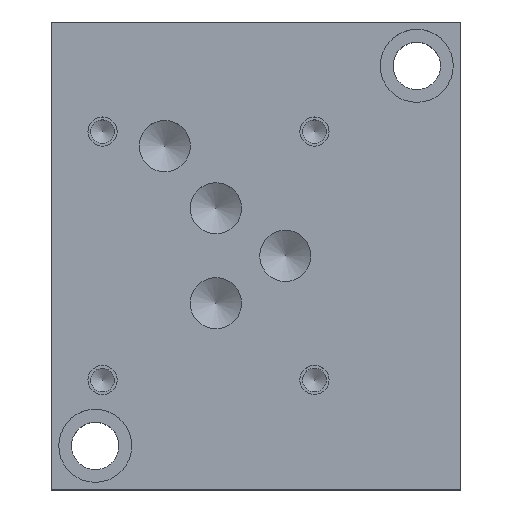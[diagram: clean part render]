
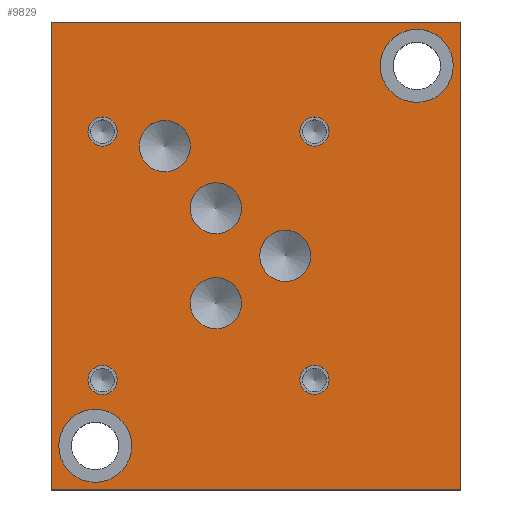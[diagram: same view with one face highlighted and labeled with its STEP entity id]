
A CAD part, top view. The second image highlights one B-rep face of the part: STEP entity #9829.
In plain terms, the highlighted planar face has unit normal (0, 0, 1).
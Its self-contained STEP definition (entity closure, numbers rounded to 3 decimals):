
#87=CIRCLE('',#10165,7.938);
#88=CIRCLE('',#10166,7.938);
#92=CIRCLE('',#10173,7.938);
#93=CIRCLE('',#10174,7.938);
#96=CIRCLE('',#10180,5.563);
#97=CIRCLE('',#10181,5.563);
#100=CIRCLE('',#10186,5.563);
#101=CIRCLE('',#10187,5.563);
#104=CIRCLE('',#10192,5.563);
#105=CIRCLE('',#10193,5.563);
#108=CIRCLE('',#10198,5.563);
#109=CIRCLE('',#10199,5.563);
#115=CIRCLE('',#10208,3.175);
#116=CIRCLE('',#10209,3.175);
#122=CIRCLE('',#10219,3.175);
#123=CIRCLE('',#10220,3.175);
#129=CIRCLE('',#10230,3.175);
#130=CIRCLE('',#10231,3.175);
#136=CIRCLE('',#10241,3.175);
#137=CIRCLE('',#10242,3.175);
#226=FACE_BOUND('',#1755,.T.);
#227=FACE_BOUND('',#1756,.T.);
#228=FACE_BOUND('',#1757,.T.);
#229=FACE_BOUND('',#1758,.T.);
#230=FACE_BOUND('',#1759,.T.);
#231=FACE_BOUND('',#1760,.T.);
#232=FACE_BOUND('',#1761,.T.);
#233=FACE_BOUND('',#1762,.T.);
#234=FACE_BOUND('',#1763,.T.);
#235=FACE_BOUND('',#1764,.T.);
#1192=FACE_OUTER_BOUND('',#1754,.T.);
#1754=EDGE_LOOP('',(#8577,#8578,#8579,#8580));
#1755=EDGE_LOOP('',(#8581,#8582));
#1756=EDGE_LOOP('',(#8583,#8584));
#1757=EDGE_LOOP('',(#8585,#8586));
#1758=EDGE_LOOP('',(#8587,#8588));
#1759=EDGE_LOOP('',(#8589,#8590));
#1760=EDGE_LOOP('',(#8591,#8592));
#1761=EDGE_LOOP('',(#8593,#8594));
#1762=EDGE_LOOP('',(#8595,#8596));
#1763=EDGE_LOOP('',(#8597,#8598));
#1764=EDGE_LOOP('',(#8599,#8600));
#2166=LINE('',#15042,#3105);
#2655=LINE('',#16563,#3594);
#2703=LINE('',#16896,#3642);
#2704=LINE('',#16899,#3643);
#3105=VECTOR('',#10922,10.);
#3594=VECTOR('',#11775,10.);
#3642=VECTOR('',#12129,10.);
#3643=VECTOR('',#12134,10.);
#4080=VERTEX_POINT('',#15039);
#4081=VERTEX_POINT('',#15041);
#4450=VERTEX_POINT('',#16560);
#4451=VERTEX_POINT('',#16562);
#4472=VERTEX_POINT('',#16640);
#4473=VERTEX_POINT('',#16641);
#4477=VERTEX_POINT('',#16655);
#4478=VERTEX_POINT('',#16656);
#4482=VERTEX_POINT('',#16670);
#4483=VERTEX_POINT('',#16671);
#4487=VERTEX_POINT('',#16683);
#4488=VERTEX_POINT('',#16684);
#4492=VERTEX_POINT('',#16696);
#4493=VERTEX_POINT('',#16697);
#4497=VERTEX_POINT('',#16709);
#4498=VERTEX_POINT('',#16710);
#4505=VERTEX_POINT('',#16729);
#4506=VERTEX_POINT('',#16730);
#4513=VERTEX_POINT('',#16751);
#4514=VERTEX_POINT('',#16752);
#4521=VERTEX_POINT('',#16773);
#4522=VERTEX_POINT('',#16774);
#4529=VERTEX_POINT('',#16795);
#4530=VERTEX_POINT('',#16796);
#5211=EDGE_CURVE('',#4081,#4080,#2166,.T.);
#5764=EDGE_CURVE('',#4451,#4450,#2655,.T.);
#5791=EDGE_CURVE('',#4472,#4473,#87,.T.);
#5792=EDGE_CURVE('',#4473,#4472,#88,.T.);
#5798=EDGE_CURVE('',#4477,#4478,#92,.T.);
#5799=EDGE_CURVE('',#4478,#4477,#93,.T.);
#5805=EDGE_CURVE('',#4482,#4483,#96,.T.);
#5806=EDGE_CURVE('',#4483,#4482,#97,.T.);
#5811=EDGE_CURVE('',#4487,#4488,#100,.T.);
#5812=EDGE_CURVE('',#4488,#4487,#101,.T.);
#5817=EDGE_CURVE('',#4492,#4493,#104,.T.);
#5818=EDGE_CURVE('',#4493,#4492,#105,.T.);
#5823=EDGE_CURVE('',#4497,#4498,#108,.T.);
#5824=EDGE_CURVE('',#4498,#4497,#109,.T.);
#5832=EDGE_CURVE('',#4505,#4506,#115,.T.);
#5833=EDGE_CURVE('',#4506,#4505,#116,.T.);
#5842=EDGE_CURVE('',#4513,#4514,#122,.T.);
#5843=EDGE_CURVE('',#4514,#4513,#123,.T.);
#5852=EDGE_CURVE('',#4521,#4522,#129,.T.);
#5853=EDGE_CURVE('',#4522,#4521,#130,.T.);
#5862=EDGE_CURVE('',#4529,#4530,#136,.T.);
#5863=EDGE_CURVE('',#4530,#4529,#137,.T.);
#5908=EDGE_CURVE('',#4080,#4451,#2703,.T.);
#5909=EDGE_CURVE('',#4450,#4081,#2704,.T.);
#8577=ORIENTED_EDGE('',*,*,#5909,.T.);
#8578=ORIENTED_EDGE('',*,*,#5211,.T.);
#8579=ORIENTED_EDGE('',*,*,#5908,.T.);
#8580=ORIENTED_EDGE('',*,*,#5764,.T.);
#8581=ORIENTED_EDGE('',*,*,#5791,.T.);
#8582=ORIENTED_EDGE('',*,*,#5792,.T.);
#8583=ORIENTED_EDGE('',*,*,#5798,.T.);
#8584=ORIENTED_EDGE('',*,*,#5799,.T.);
#8585=ORIENTED_EDGE('',*,*,#5805,.T.);
#8586=ORIENTED_EDGE('',*,*,#5806,.T.);
#8587=ORIENTED_EDGE('',*,*,#5811,.T.);
#8588=ORIENTED_EDGE('',*,*,#5812,.T.);
#8589=ORIENTED_EDGE('',*,*,#5817,.T.);
#8590=ORIENTED_EDGE('',*,*,#5818,.T.);
#8591=ORIENTED_EDGE('',*,*,#5823,.T.);
#8592=ORIENTED_EDGE('',*,*,#5824,.T.);
#8593=ORIENTED_EDGE('',*,*,#5832,.T.);
#8594=ORIENTED_EDGE('',*,*,#5833,.T.);
#8595=ORIENTED_EDGE('',*,*,#5842,.T.);
#8596=ORIENTED_EDGE('',*,*,#5843,.T.);
#8597=ORIENTED_EDGE('',*,*,#5852,.T.);
#8598=ORIENTED_EDGE('',*,*,#5853,.T.);
#8599=ORIENTED_EDGE('',*,*,#5862,.T.);
#8600=ORIENTED_EDGE('',*,*,#5863,.T.);
#8908=PLANE('',#10294);
#9829=ADVANCED_FACE('',(#1192,#226,#227,#228,#229,#230,#231,#232,#233,#234,
#235),#8908,.T.);
#10165=AXIS2_PLACEMENT_3D('',#16642,#11835,#11836);
#10166=AXIS2_PLACEMENT_3D('',#16643,#11837,#11838);
#10173=AXIS2_PLACEMENT_3D('',#16657,#11853,#11854);
#10174=AXIS2_PLACEMENT_3D('',#16658,#11855,#11856);
#10180=AXIS2_PLACEMENT_3D('',#16672,#11870,#11871);
#10181=AXIS2_PLACEMENT_3D('',#16673,#11872,#11873);
#10186=AXIS2_PLACEMENT_3D('',#16685,#11884,#11885);
#10187=AXIS2_PLACEMENT_3D('',#16686,#11886,#11887);
#10192=AXIS2_PLACEMENT_3D('',#16698,#11898,#11899);
#10193=AXIS2_PLACEMENT_3D('',#16699,#11900,#11901);
#10198=AXIS2_PLACEMENT_3D('',#16711,#11912,#11913);
#10199=AXIS2_PLACEMENT_3D('',#16712,#11914,#11915);
#10208=AXIS2_PLACEMENT_3D('',#16731,#11934,#11935);
#10209=AXIS2_PLACEMENT_3D('',#16732,#11936,#11937);
#10219=AXIS2_PLACEMENT_3D('',#16753,#11959,#11960);
#10220=AXIS2_PLACEMENT_3D('',#16754,#11961,#11962);
#10230=AXIS2_PLACEMENT_3D('',#16775,#11984,#11985);
#10231=AXIS2_PLACEMENT_3D('',#16776,#11986,#11987);
#10241=AXIS2_PLACEMENT_3D('',#16797,#12009,#12010);
#10242=AXIS2_PLACEMENT_3D('',#16798,#12011,#12012);
#10294=AXIS2_PLACEMENT_3D('',#16900,#12135,#12136);
#10922=DIRECTION('',(0.,1.,0.));
#11775=DIRECTION('',(0.,-1.,0.));
#11835=DIRECTION('center_axis',(0.,0.,-1.));
#11836=DIRECTION('ref_axis',(1.,0.,0.));
#11837=DIRECTION('center_axis',(0.,0.,-1.));
#11838=DIRECTION('ref_axis',(1.,0.,0.));
#11853=DIRECTION('center_axis',(0.,0.,-1.));
#11854=DIRECTION('ref_axis',(1.,0.,0.));
#11855=DIRECTION('center_axis',(0.,0.,-1.));
#11856=DIRECTION('ref_axis',(1.,0.,0.));
#11870=DIRECTION('center_axis',(0.,0.,-1.));
#11871=DIRECTION('ref_axis',(1.,0.,0.));
#11872=DIRECTION('center_axis',(0.,0.,-1.));
#11873=DIRECTION('ref_axis',(1.,0.,0.));
#11884=DIRECTION('center_axis',(0.,0.,-1.));
#11885=DIRECTION('ref_axis',(1.,0.,0.));
#11886=DIRECTION('center_axis',(0.,0.,-1.));
#11887=DIRECTION('ref_axis',(1.,0.,0.));
#11898=DIRECTION('center_axis',(0.,0.,-1.));
#11899=DIRECTION('ref_axis',(1.,0.,0.));
#11900=DIRECTION('center_axis',(0.,0.,-1.));
#11901=DIRECTION('ref_axis',(1.,0.,0.));
#11912=DIRECTION('center_axis',(0.,0.,-1.));
#11913=DIRECTION('ref_axis',(1.,0.,0.));
#11914=DIRECTION('center_axis',(0.,0.,-1.));
#11915=DIRECTION('ref_axis',(1.,0.,0.));
#11934=DIRECTION('center_axis',(0.,0.,-1.));
#11935=DIRECTION('ref_axis',(1.,0.,0.));
#11936=DIRECTION('center_axis',(0.,0.,-1.));
#11937=DIRECTION('ref_axis',(1.,0.,0.));
#11959=DIRECTION('center_axis',(0.,0.,-1.));
#11960=DIRECTION('ref_axis',(1.,0.,0.));
#11961=DIRECTION('center_axis',(0.,0.,-1.));
#11962=DIRECTION('ref_axis',(1.,0.,0.));
#11984=DIRECTION('center_axis',(0.,0.,-1.));
#11985=DIRECTION('ref_axis',(1.,0.,0.));
#11986=DIRECTION('center_axis',(0.,0.,-1.));
#11987=DIRECTION('ref_axis',(1.,0.,0.));
#12009=DIRECTION('center_axis',(0.,0.,-1.));
#12010=DIRECTION('ref_axis',(1.,0.,0.));
#12011=DIRECTION('center_axis',(0.,0.,-1.));
#12012=DIRECTION('ref_axis',(1.,0.,0.));
#12129=DIRECTION('',(-1.,0.,0.));
#12134=DIRECTION('',(1.,0.,0.));
#12135=DIRECTION('center_axis',(0.,0.,1.));
#12136=DIRECTION('ref_axis',(1.,0.,0.));
#15039=CARTESIAN_POINT('',(88.9,101.6,50.8));
#15041=CARTESIAN_POINT('',(88.9,0.,50.8));
#15042=CARTESIAN_POINT('',(88.9,0.,50.8));
#16560=CARTESIAN_POINT('',(0.,0.,50.8));
#16562=CARTESIAN_POINT('',(0.,101.6,50.8));
#16563=CARTESIAN_POINT('',(0.,101.6,50.8));
#16640=CARTESIAN_POINT('',(17.463,9.525,50.8));
#16641=CARTESIAN_POINT('',(1.588,9.525,50.8));
#16642=CARTESIAN_POINT('Origin',(9.525,9.525,50.8));
#16643=CARTESIAN_POINT('Origin',(9.525,9.525,50.8));
#16655=CARTESIAN_POINT('',(87.313,92.075,50.8));
#16656=CARTESIAN_POINT('',(71.438,92.075,50.8));
#16657=CARTESIAN_POINT('Origin',(79.375,92.075,50.8));
#16658=CARTESIAN_POINT('Origin',(79.375,92.075,50.8));
#16670=CARTESIAN_POINT('',(41.288,61.117,50.8));
#16671=CARTESIAN_POINT('',(30.163,61.117,50.8));
#16672=CARTESIAN_POINT('Origin',(35.725,61.117,50.8));
#16673=CARTESIAN_POINT('Origin',(35.725,61.117,50.8));
#16683=CARTESIAN_POINT('',(56.388,50.8,50.8));
#16684=CARTESIAN_POINT('',(45.263,50.8,50.8));
#16685=CARTESIAN_POINT('Origin',(50.825,50.8,50.8));
#16686=CARTESIAN_POINT('Origin',(50.825,50.8,50.8));
#16696=CARTESIAN_POINT('',(30.175,74.625,50.8));
#16697=CARTESIAN_POINT('',(19.05,74.625,50.8));
#16698=CARTESIAN_POINT('Origin',(24.613,74.625,50.8));
#16699=CARTESIAN_POINT('Origin',(24.613,74.625,50.8));
#16709=CARTESIAN_POINT('',(41.293,40.483,50.8));
#16710=CARTESIAN_POINT('',(30.168,40.483,50.8));
#16711=CARTESIAN_POINT('Origin',(35.73,40.483,50.8));
#16712=CARTESIAN_POINT('Origin',(35.73,40.483,50.8));
#16729=CARTESIAN_POINT('',(60.325,23.838,50.8));
#16730=CARTESIAN_POINT('',(53.975,23.838,50.8));
#16731=CARTESIAN_POINT('Origin',(57.15,23.838,50.8));
#16732=CARTESIAN_POINT('Origin',(57.15,23.838,50.8));
#16751=CARTESIAN_POINT('',(14.275,77.8,50.8));
#16752=CARTESIAN_POINT('',(7.925,77.8,50.8));
#16753=CARTESIAN_POINT('Origin',(11.1,77.8,50.8));
#16754=CARTESIAN_POINT('Origin',(11.1,77.8,50.8));
#16773=CARTESIAN_POINT('',(60.325,77.8,50.8));
#16774=CARTESIAN_POINT('',(53.975,77.8,50.8));
#16775=CARTESIAN_POINT('Origin',(57.15,77.8,50.8));
#16776=CARTESIAN_POINT('Origin',(57.15,77.8,50.8));
#16795=CARTESIAN_POINT('',(14.275,23.825,50.8));
#16796=CARTESIAN_POINT('',(7.925,23.825,50.8));
#16797=CARTESIAN_POINT('Origin',(11.1,23.825,50.8));
#16798=CARTESIAN_POINT('Origin',(11.1,23.825,50.8));
#16896=CARTESIAN_POINT('',(88.9,101.6,50.8));
#16899=CARTESIAN_POINT('',(0.,0.,50.8));
#16900=CARTESIAN_POINT('Origin',(44.45,50.8,50.8));
